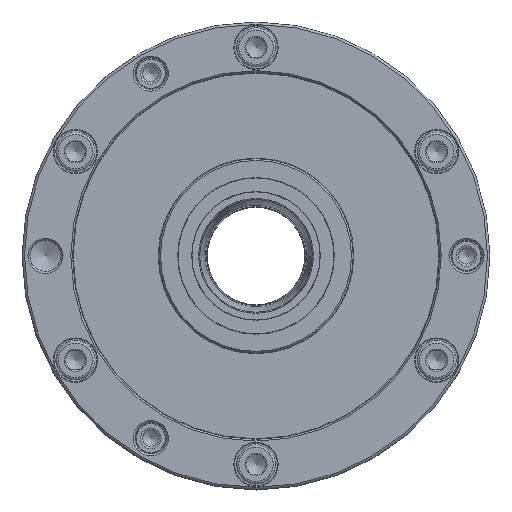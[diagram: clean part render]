
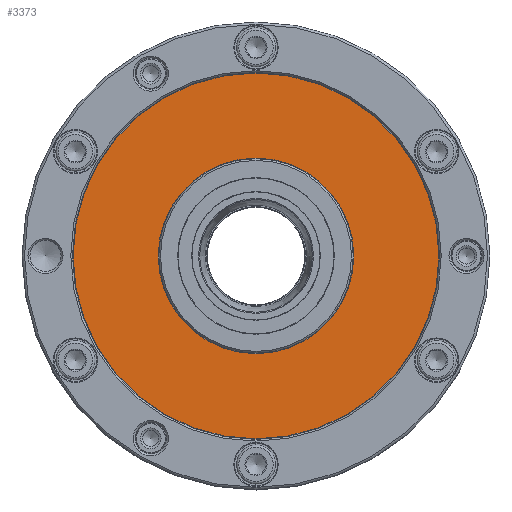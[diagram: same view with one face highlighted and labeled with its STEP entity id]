
A CAD part, top view. The second image highlights one B-rep face of the part: STEP entity #3373.
In plain terms, the highlighted planar face has unit normal (0, 0, 1).
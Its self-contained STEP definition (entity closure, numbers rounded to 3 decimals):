
#524=PLANE('',#5907);
#867=ORIENTED_EDGE('',*,*,#1367,.T.);
#868=ORIENTED_EDGE('',*,*,#1365,.F.);
#1365=EDGE_CURVE('',#1668,#1668,#2025,.T.);
#1367=EDGE_CURVE('',#1670,#1670,#2027,.T.);
#1668=VERTEX_POINT('',#8112);
#1670=VERTEX_POINT('',#8118);
#2025=CIRCLE('',#5904,46.917);
#2027=CIRCLE('',#5908,25.083);
#2351=EDGE_LOOP('',(#867));
#2352=EDGE_LOOP('',(#868));
#2796=FACE_BOUND('',#2351,.T.);
#2797=FACE_BOUND('',#2352,.T.);
#3373=ADVANCED_FACE('',(#2796,#2797),#524,.T.);
#5904=AXIS2_PLACEMENT_3D('',#8111,#6707,#6708);
#5907=AXIS2_PLACEMENT_3D('',#8116,#6713,#6714);
#5908=AXIS2_PLACEMENT_3D('',#8117,#6715,#6716);
#6707=DIRECTION('',(0.,0.,-1.));
#6708=DIRECTION('',(-1.,0.,0.));
#6713=DIRECTION('',(0.,0.,1.));
#6714=DIRECTION('',(1.,0.,0.));
#6715=DIRECTION('',(0.,0.,-1.));
#6716=DIRECTION('',(-1.,0.,0.));
#8111=CARTESIAN_POINT('',(0.,0.,27.6));
#8112=CARTESIAN_POINT('',(-46.917,0.,27.6));
#8116=CARTESIAN_POINT('',(-46.917,0.,27.6));
#8117=CARTESIAN_POINT('',(0.,0.,27.6));
#8118=CARTESIAN_POINT('',(-25.083,0.,27.6));
